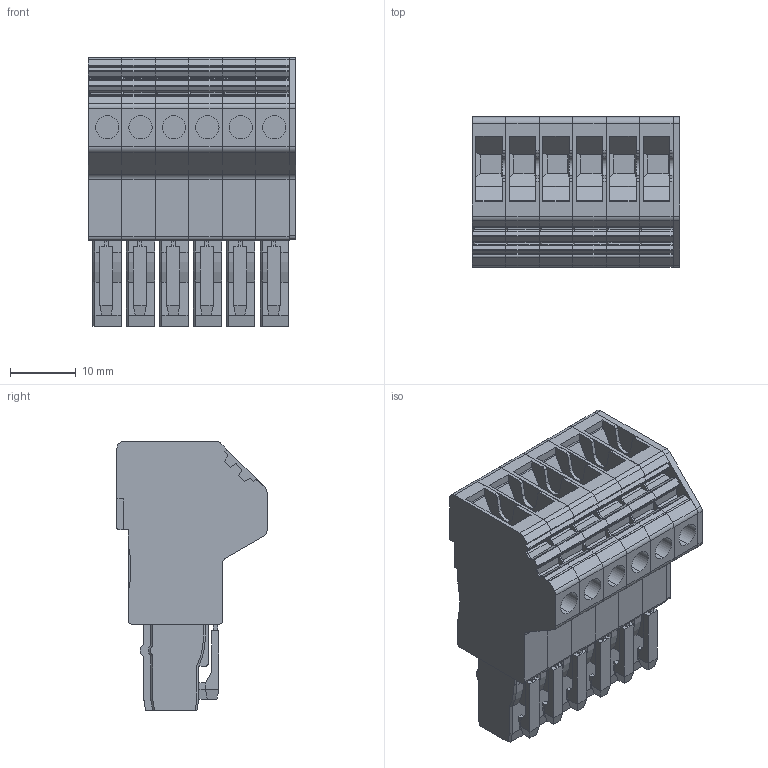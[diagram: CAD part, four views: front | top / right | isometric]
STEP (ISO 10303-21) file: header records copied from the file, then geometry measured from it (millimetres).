
FILE_DESCRIPTION(('CATIA V5 STEP Exchange','CAx-IF Rec.Pracs.--- Model Styling and Organization---1.4--- 2014-01-23'),'2;1');
FILE_NAME ('037937-2_0', '2021-06-07T08:45:15+00:00', ('none'), ('Weidmueller'), 'CATIA Version 5-6 Release 2016 SP3 HF44', 'CATIA V5 STEP AP214', 'none');
FILE_SCHEMA(('AUTOMOTIVE_DESIGN { 1 0 10303 214 1 1 1 1 }'));
Length unit declared in the file: millimetre
Products named in the file (1): 1438240000
Bounding box: 31.6 x 22.9 x 41 mm (x, y, z)
Volume: 16390.9 mm3; surface area: 14571.5 mm2
Topology: 7 solids, 7 shells, 1418 faces, 3803 edges, 2446 vertices
Faces by surface type: plane 835, cylinder 364, cone 149, torus 70
Entity records: 41858 total; most frequent: CARTESIAN_POINT 7620, ORIENTED_EDGE 7606, DIRECTION 6077, EDGE_CURVE 3803, VECTOR 2732, LINE 2732, VERTEX_POINT 2446, AXIS2_PLACEMENT_3D 2164
